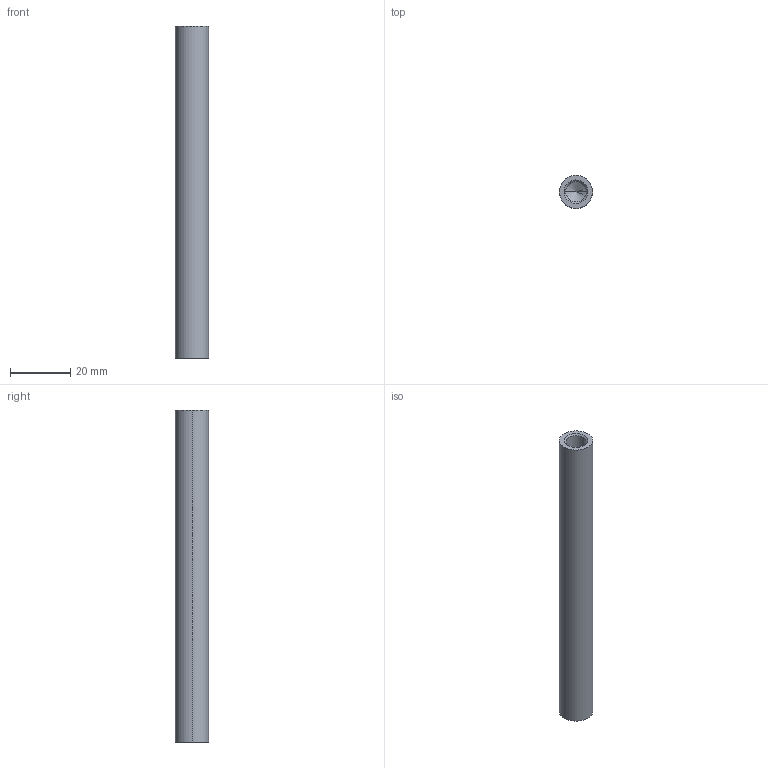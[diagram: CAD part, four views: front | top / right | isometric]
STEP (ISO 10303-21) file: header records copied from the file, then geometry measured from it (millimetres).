
FILE_DESCRIPTION (( 'STEP AP203' ), '1' );
FILE_NAME ('101000808-GR-IN.STEP', '2018-03-14T10:17:48', ( '' ), ( '' ), 'SwSTEP 2.0', 'SolidWorks 2015', '' );
FILE_SCHEMA (( 'CONFIG_CONTROL_DESIGN' ));
Length unit declared in the file: millimetre
Products named in the file (1): 101000808-GR-IN
Bounding box: 11 x 11 x 110 mm (x, y, z)
Volume: 5856.5 mm3; surface area: 6370.4 mm2
Topology: 1 solids, 1 shells, 296 faces, 766 edges, 506 vertices
Faces by surface type: bspline 141, plane 105, cylinder 42, cone 8
Entity records: 15308 total; most frequent: CARTESIAN_POINT 8927, ORIENTED_EDGE 1524, DIRECTION 886, EDGE_CURVE 762, VERTEX_POINT 506, VECTOR 350, LINE 350, EDGE_LOOP 334
